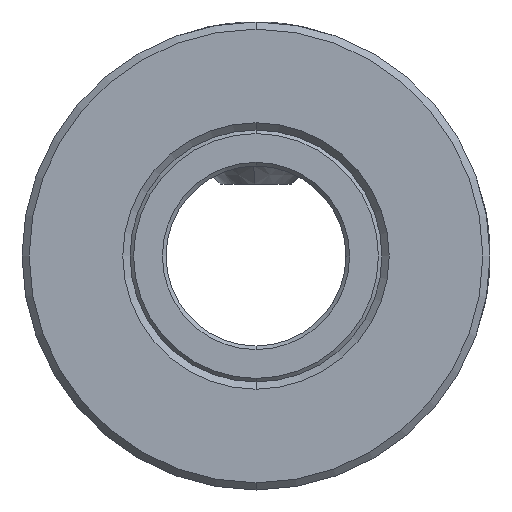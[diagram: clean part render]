
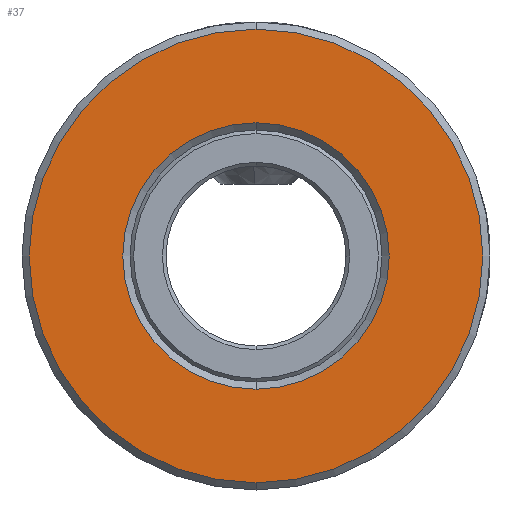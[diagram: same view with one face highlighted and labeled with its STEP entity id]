
A CAD part, front view. The second image highlights one B-rep face of the part: STEP entity #37.
In plain terms, the highlighted planar face has unit normal (0, -1, 0).
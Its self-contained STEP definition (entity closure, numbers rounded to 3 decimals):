
#37 = ADVANCED_FACE ( 'NONE', ( #5262, #340 ), #6176, .F. ) ;
#144 = EDGE_CURVE ( 'NONE', #4527, #5016, #4748, .T. ) ;
#328 = CIRCLE ( 'NONE', #2486, 6.3 ) ;
#340 = FACE_OUTER_BOUND ( 'NONE', #7090, .T. ) ;
#619 = AXIS2_PLACEMENT_3D ( 'NONE', #1238, #4700, #4650 ) ;
#868 = CARTESIAN_POINT ( 'NONE',  ( 0., -3., 0. ) ) ;
#1094 = DIRECTION ( 'NONE',  ( 0., 1., 0. ) ) ;
#1127 = EDGE_CURVE ( 'NONE', #5601, #7142, #2886, .T. ) ;
#1238 = CARTESIAN_POINT ( 'NONE',  ( 0., -3., 0. ) ) ;
#1400 = CARTESIAN_POINT ( 'NONE',  ( 0., -3., 6.3 ) ) ;
#1401 = EDGE_LOOP ( 'NONE', ( #4010, #2226 ) ) ;
#1745 = DIRECTION ( 'NONE',  ( 0., 0., 1. ) ) ;
#1958 = ORIENTED_EDGE ( 'NONE', *, *, #7129, .T. ) ;
#2226 = ORIENTED_EDGE ( 'NONE', *, *, #3095, .T. ) ;
#2486 = AXIS2_PLACEMENT_3D ( 'NONE', #868, #6510, #7079 ) ;
#2590 = AXIS2_PLACEMENT_3D ( 'NONE', #5985, #6029, #2646 ) ;
#2646 = DIRECTION ( 'NONE',  ( 0., 0., 1. ) ) ;
#2886 = CIRCLE ( 'NONE', #2590, 6.3 ) ;
#3095 = EDGE_CURVE ( 'NONE', #5016, #4527, #6194, .T. ) ;
#3118 = DIRECTION ( 'NONE',  ( 0., 0., 1. ) ) ;
#3246 = AXIS2_PLACEMENT_3D ( 'NONE', #5120, #1094, #1745 ) ;
#3441 = AXIS2_PLACEMENT_3D ( 'NONE', #4835, #4321, #3118 ) ;
#4010 = ORIENTED_EDGE ( 'NONE', *, *, #144, .T. ) ;
#4274 = ORIENTED_EDGE ( 'NONE', *, *, #1127, .T. ) ;
#4321 = DIRECTION ( 'NONE',  ( 0., 1., 0. ) ) ;
#4527 = VERTEX_POINT ( 'NONE', #6972 ) ;
#4650 = DIRECTION ( 'NONE',  ( 0., 0., 1. ) ) ;
#4700 = DIRECTION ( 'NONE',  ( 0., 1., 0. ) ) ;
#4748 = CIRCLE ( 'NONE', #3441, 3.7 ) ;
#4835 = CARTESIAN_POINT ( 'NONE',  ( 0., -3., 0. ) ) ;
#5016 = VERTEX_POINT ( 'NONE', #6363 ) ;
#5120 = CARTESIAN_POINT ( 'NONE',  ( 0., -3., 0. ) ) ;
#5262 = FACE_BOUND ( 'NONE', #1401, .T. ) ;
#5433 = CARTESIAN_POINT ( 'NONE',  ( 0., -3., -6.3 ) ) ;
#5601 = VERTEX_POINT ( 'NONE', #1400 ) ;
#5985 = CARTESIAN_POINT ( 'NONE',  ( 0., -3., 0. ) ) ;
#6029 = DIRECTION ( 'NONE',  ( 0., -1., 0. ) ) ;
#6176 = PLANE ( 'NONE',  #3246 ) ;
#6194 = CIRCLE ( 'NONE', #619, 3.7 ) ;
#6363 = CARTESIAN_POINT ( 'NONE',  ( 0., -3., 3.7 ) ) ;
#6510 = DIRECTION ( 'NONE',  ( 0., -1., 0. ) ) ;
#6972 = CARTESIAN_POINT ( 'NONE',  ( 0., -3., -3.7 ) ) ;
#7079 = DIRECTION ( 'NONE',  ( 0., 0., 1. ) ) ;
#7090 = EDGE_LOOP ( 'NONE', ( #4274, #1958 ) ) ;
#7129 = EDGE_CURVE ( 'NONE', #7142, #5601, #328, .T. ) ;
#7142 = VERTEX_POINT ( 'NONE', #5433 ) ;
